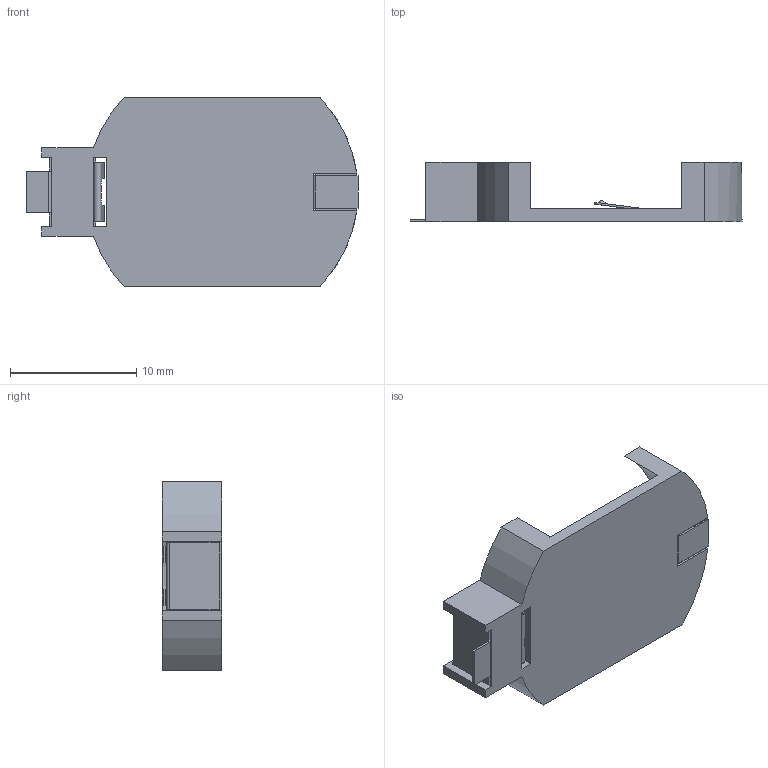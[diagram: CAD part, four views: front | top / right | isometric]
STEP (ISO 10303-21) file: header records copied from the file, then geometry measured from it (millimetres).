
FILE_DESCRIPTION (( 'STEP AP214' ), '1' );
FILE_NAME ('LP2032SM-JJ-GTR.STEP', '2020-02-11T16:27:07', ( '' ), ( '' ), 'SwSTEP 2.0', 'SolidWorks 2017', '' );
FILE_SCHEMA (( 'AUTOMOTIVE_DESIGN' ));
Length unit declared in the file: millimetre
Products named in the file (1): LP2032SM-JJ-GTR
Bounding box: 26.25 x 4.7 x 14.9 mm (x, y, z)
Volume: 524 mm3; surface area: 1282.5 mm2
Topology: 3 solids, 3 shells, 154 faces, 400 edges, 252 vertices
Faces by surface type: plane 114, cylinder 36, sphere 4
Entity records: 4694 total; most frequent: CARTESIAN_POINT 807, ORIENTED_EDGE 800, DIRECTION 792, EDGE_CURVE 400, VECTOR 318, LINE 318, VERTEX_POINT 252, AXIS2_PLACEMENT_3D 237
